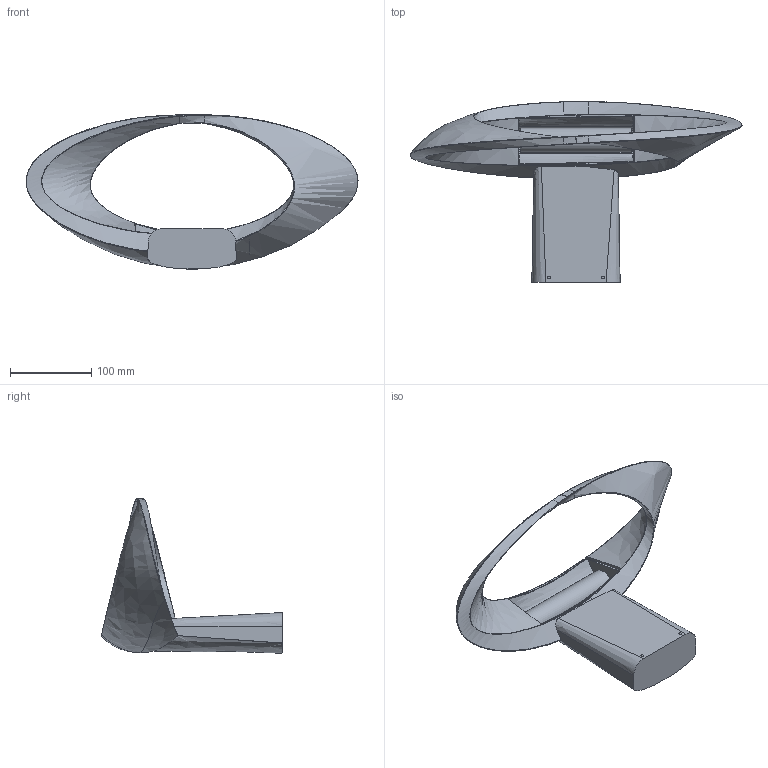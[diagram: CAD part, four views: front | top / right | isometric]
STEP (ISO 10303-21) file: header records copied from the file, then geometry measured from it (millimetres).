
FILE_DESCRIPTION(/* description */ (''),/* implementation_level */ '2;1');
FILE_NAME(/* name */ 'cabildo parete light',/* time_stamp */ '2009-03-13T12:25:43+01:00',/* author */ (''),/* organization */ (''),/* preprocessor_version */ 'ST-DEVELOPER v10',/* originating_system */ '',/* authorisation */ '');
FILE_SCHEMA (('CONFIG_CONTROL_DESIGN'));
Length unit declared in the file: centimetre
Products named in the file (1): 1
Bounding box: 407.49 x 221.91 x 189.49 mm (x, y, z)
Surface area: 170217.8 mm2 (no closed solid volume)
Topology: 0 solids, 6 shells, 87 faces, 816 edges, 720 vertices
Faces by surface type: bspline 87
Entity records: 13075 total; most frequent: CARTESIAN_POINT 9266, ORIENTED_EDGE 991, EDGE_CURVE 819, B_SPLINE_CURVE_WITH_KNOTS 767, VERTEX_POINT 728, EDGE_LOOP 131, ADVANCED_FACE 87, FACE_OUTER_BOUND 87
